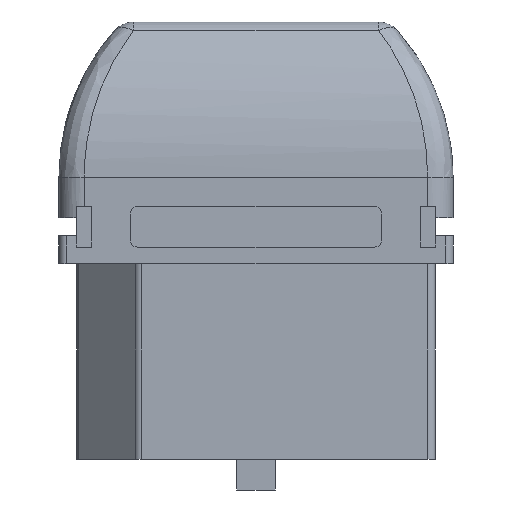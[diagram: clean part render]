
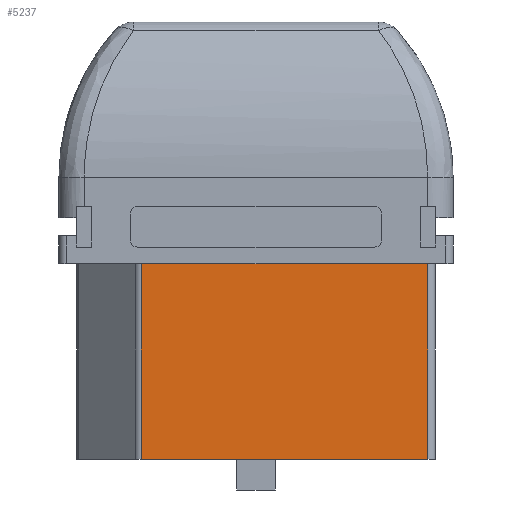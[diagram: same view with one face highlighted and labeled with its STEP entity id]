
A CAD part, front view. The second image highlights one B-rep face of the part: STEP entity #5237.
In plain terms, the highlighted planar face has unit normal (0, -1, 0).
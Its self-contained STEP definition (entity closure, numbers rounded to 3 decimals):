
#80 = DIRECTION ( 'NONE',  ( 0., 0., -1. ) ) ;
#163 = EDGE_LOOP ( 'NONE', ( #4807, #5852, #3789, #1083 ) ) ;
#592 = CARTESIAN_POINT ( 'NONE',  ( 0., -3.35, 0. ) ) ;
#623 = VERTEX_POINT ( 'NONE', #3650 ) ;
#720 = VERTEX_POINT ( 'NONE', #3864 ) ;
#806 = DIRECTION ( 'NONE',  ( -1., 0., 0. ) ) ;
#1083 = ORIENTED_EDGE ( 'NONE', *, *, #1386, .T. ) ;
#1386 = EDGE_CURVE ( 'NONE', #623, #720, #2492, .T. ) ;
#1549 = CARTESIAN_POINT ( 'NONE',  ( 6.75, -3.35, 7.7 ) ) ;
#1823 = CARTESIAN_POINT ( 'NONE',  ( 0., -3.35, 7.7 ) ) ;
#2355 = VERTEX_POINT ( 'NONE', #2768 ) ;
#2482 = CARTESIAN_POINT ( 'NONE',  ( -4.507, -3.35, 7.7 ) ) ;
#2492 = LINE ( 'NONE', #1549, #3387 ) ;
#2522 = CARTESIAN_POINT ( 'NONE',  ( -4.507, -3.35, 7.7 ) ) ;
#2768 = CARTESIAN_POINT ( 'NONE',  ( -4.507, -3.35, 0. ) ) ;
#3058 = VERTEX_POINT ( 'NONE', #2522 ) ;
#3387 = VECTOR ( 'NONE', #4850, 1000. ) ;
#3548 = CARTESIAN_POINT ( 'NONE',  ( 0., -3.35, 7.7 ) ) ;
#3650 = CARTESIAN_POINT ( 'NONE',  ( 6.75, -3.35, 0. ) ) ;
#3703 = VECTOR ( 'NONE', #4271, 1000. ) ;
#3789 = ORIENTED_EDGE ( 'NONE', *, *, #3827, .F. ) ;
#3827 = EDGE_CURVE ( 'NONE', #623, #2355, #5277, .T. ) ;
#3847 = FACE_OUTER_BOUND ( 'NONE', #163, .T. ) ;
#3862 = EDGE_CURVE ( 'NONE', #3058, #2355, #4748, .T. ) ;
#3864 = CARTESIAN_POINT ( 'NONE',  ( 6.75, -3.35, 7.7 ) ) ;
#3885 = PLANE ( 'NONE',  #5595 ) ;
#4191 = LINE ( 'NONE', #1823, #5286 ) ;
#4271 = DIRECTION ( 'NONE',  ( -1., 0., 0. ) ) ;
#4748 = LINE ( 'NONE', #2482, #5984 ) ;
#4807 = ORIENTED_EDGE ( 'NONE', *, *, #5518, .T. ) ;
#4850 = DIRECTION ( 'NONE',  ( 0., 0., 1. ) ) ;
#5237 = ADVANCED_FACE ( 'NONE', ( #3847 ), #3885, .T. ) ;
#5277 = LINE ( 'NONE', #592, #3703 ) ;
#5286 = VECTOR ( 'NONE', #806, 1000. ) ;
#5518 = EDGE_CURVE ( 'NONE', #720, #3058, #4191, .T. ) ;
#5595 = AXIS2_PLACEMENT_3D ( 'NONE', #3548, #5838, #5903 ) ;
#5838 = DIRECTION ( 'NONE',  ( 0., -1., 0. ) ) ;
#5852 = ORIENTED_EDGE ( 'NONE', *, *, #3862, .T. ) ;
#5903 = DIRECTION ( 'NONE',  ( 1., 0., 0. ) ) ;
#5984 = VECTOR ( 'NONE', #80, 1000. ) ;
